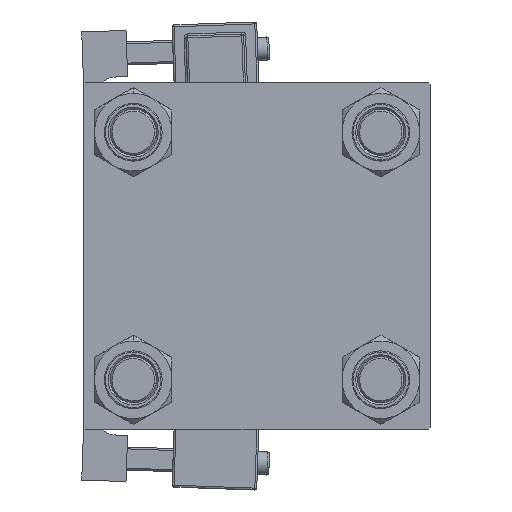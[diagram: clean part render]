
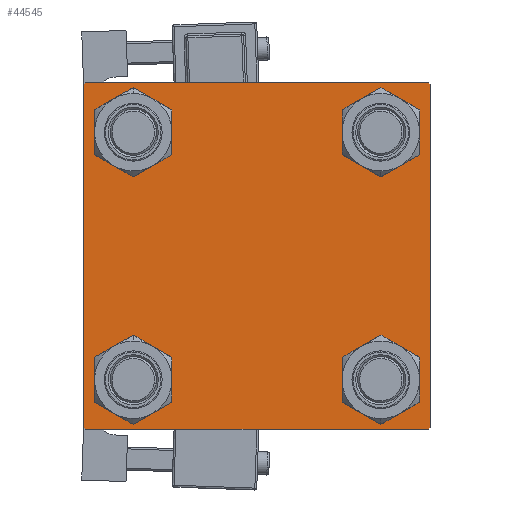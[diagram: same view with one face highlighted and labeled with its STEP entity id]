
A CAD part, left-side view. The second image highlights one B-rep face of the part: STEP entity #44545.
In plain terms, the highlighted planar face has unit normal (-1, 0, 0).
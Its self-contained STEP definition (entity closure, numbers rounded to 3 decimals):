
#151 = LINE ( 'NONE', #49042, #7209 ) ;
#832 = ORIENTED_EDGE ( 'NONE', *, *, #37397, .T. ) ;
#1031 = CARTESIAN_POINT ( 'NONE',  ( 0., 45., 45. ) ) ;
#1568 = CARTESIAN_POINT ( 'NONE',  ( 0., 32.15, 38.65 ) ) ;
#2879 = VECTOR ( 'NONE', #44439, 1000. ) ;
#3168 = CARTESIAN_POINT ( 'NONE',  ( 0., 0., 0. ) ) ;
#3239 = CARTESIAN_POINT ( 'NONE',  ( 0., -32.15, 32.15 ) ) ;
#3515 = AXIS2_PLACEMENT_3D ( 'NONE', #3168, #39872, #39621 ) ;
#4881 = DIRECTION ( 'NONE',  ( 1., 0., 0. ) ) ;
#5122 = VECTOR ( 'NONE', #33536, 1000. ) ;
#5772 = CIRCLE ( 'NONE', #33768, 6.5 ) ;
#5965 = CIRCLE ( 'NONE', #10209, 6.5 ) ;
#6052 = EDGE_CURVE ( 'NONE', #10681, #31035, #8355, .T. ) ;
#6193 = ORIENTED_EDGE ( 'NONE', *, *, #45671, .T. ) ;
#6277 = LINE ( 'NONE', #42955, #2879 ) ;
#6733 = AXIS2_PLACEMENT_3D ( 'NONE', #3239, #19450, #35690 ) ;
#7209 = VECTOR ( 'NONE', #44799, 1000. ) ;
#7972 = EDGE_CURVE ( 'NONE', #36698, #33826, #22090, .T. ) ;
#8221 = FACE_BOUND ( 'NONE', #18705, .T. ) ;
#8355 = CIRCLE ( 'NONE', #34660, 6.5 ) ;
#8382 = ORIENTED_EDGE ( 'NONE', *, *, #6052, .T. ) ;
#8464 = CARTESIAN_POINT ( 'NONE',  ( 0., -32.15, -32.15 ) ) ;
#8821 = CARTESIAN_POINT ( 'NONE',  ( 0., -45., 45. ) ) ;
#9329 = VECTOR ( 'NONE', #34449, 1000. ) ;
#9711 = AXIS2_PLACEMENT_3D ( 'NONE', #31836, #40088, #18826 ) ;
#9801 = DIRECTION ( 'NONE',  ( 1., 0., 0. ) ) ;
#9975 = EDGE_CURVE ( 'NONE', #29130, #17474, #5965, .T. ) ;
#10087 = AXIS2_PLACEMENT_3D ( 'NONE', #17620, #4881, #26124 ) ;
#10209 = AXIS2_PLACEMENT_3D ( 'NONE', #8464, #49113, #48594 ) ;
#10611 = DIRECTION ( 'NONE',  ( 0., 0.707, -0.707 ) ) ;
#10681 = VERTEX_POINT ( 'NONE', #36783 ) ;
#10792 = VERTEX_POINT ( 'NONE', #17614 ) ;
#11234 = EDGE_CURVE ( 'NONE', #22899, #48023, #32853, .T. ) ;
#11509 = ORIENTED_EDGE ( 'NONE', *, *, #36721, .T. ) ;
#12884 = VECTOR ( 'NONE', #49139, 1000. ) ;
#13530 = ORIENTED_EDGE ( 'NONE', *, *, #21882, .T. ) ;
#14599 = CARTESIAN_POINT ( 'NONE',  ( 0., 44.75, 44.75 ) ) ;
#14842 = DIRECTION ( 'NONE',  ( 0., 0., 1. ) ) ;
#15473 = CARTESIAN_POINT ( 'NONE',  ( 0., -45., 44.5 ) ) ;
#15921 = FACE_BOUND ( 'NONE', #17928, .T. ) ;
#16266 = CARTESIAN_POINT ( 'NONE',  ( 0., 44.5, 45. ) ) ;
#16328 = ORIENTED_EDGE ( 'NONE', *, *, #33771, .T. ) ;
#16479 = AXIS2_PLACEMENT_3D ( 'NONE', #25478, #9801, #37465 ) ;
#16938 = ORIENTED_EDGE ( 'NONE', *, *, #7972, .T. ) ;
#17168 = CARTESIAN_POINT ( 'NONE',  ( 0., 45., -45. ) ) ;
#17474 = VERTEX_POINT ( 'NONE', #41415 ) ;
#17614 = CARTESIAN_POINT ( 'NONE',  ( 0., 32.15, 25.65 ) ) ;
#17620 = CARTESIAN_POINT ( 'NONE',  ( 0., 32.15, -32.15 ) ) ;
#17928 = EDGE_LOOP ( 'NONE', ( #29286, #16328 ) ) ;
#18166 = CIRCLE ( 'NONE', #16479, 6.5 ) ;
#18219 = VERTEX_POINT ( 'NONE', #16266 ) ;
#18524 = VERTEX_POINT ( 'NONE', #24172 ) ;
#18705 = EDGE_LOOP ( 'NONE', ( #43186, #19299 ) ) ;
#18826 = DIRECTION ( 'NONE',  ( 0., 0., 1. ) ) ;
#19255 = CARTESIAN_POINT ( 'NONE',  ( 0., 45., 44.5 ) ) ;
#19299 = ORIENTED_EDGE ( 'NONE', *, *, #35560, .T. ) ;
#19450 = DIRECTION ( 'NONE',  ( 1., 0., 0. ) ) ;
#19453 = VECTOR ( 'NONE', #38334, 1000. ) ;
#20329 = EDGE_LOOP ( 'NONE', ( #11509, #8382 ) ) ;
#21289 = LINE ( 'NONE', #8821, #5122 ) ;
#21544 = CARTESIAN_POINT ( 'NONE',  ( 0., -32.15, 38.65 ) ) ;
#21882 = EDGE_CURVE ( 'NONE', #48023, #51082, #6277, .T. ) ;
#22003 = CARTESIAN_POINT ( 'NONE',  ( 0., -45., -44.5 ) ) ;
#22090 = LINE ( 'NONE', #51077, #19453 ) ;
#22599 = EDGE_CURVE ( 'NONE', #10792, #41426, #51266, .T. ) ;
#22626 = EDGE_CURVE ( 'NONE', #41426, #10792, #41100, .T. ) ;
#22899 = VERTEX_POINT ( 'NONE', #32810 ) ;
#22921 = ORIENTED_EDGE ( 'NONE', *, *, #11234, .T. ) ;
#22985 = CARTESIAN_POINT ( 'NONE',  ( 0., 44.75, -44.75 ) ) ;
#23951 = ORIENTED_EDGE ( 'NONE', *, *, #22599, .T. ) ;
#24012 = ORIENTED_EDGE ( 'NONE', *, *, #38755, .F. ) ;
#24172 = CARTESIAN_POINT ( 'NONE',  ( 0., 32.15, -25.65 ) ) ;
#24415 = FACE_BOUND ( 'NONE', #34919, .T. ) ;
#24955 = AXIS2_PLACEMENT_3D ( 'NONE', #47777, #39826, #14842 ) ;
#25478 = CARTESIAN_POINT ( 'NONE',  ( 0., 32.15, -32.15 ) ) ;
#26079 = ORIENTED_EDGE ( 'NONE', *, *, #41577, .T. ) ;
#26124 = DIRECTION ( 'NONE',  ( 0., 0., 1. ) ) ;
#27924 = EDGE_CURVE ( 'NONE', #18219, #33826, #151, .T. ) ;
#28402 = CARTESIAN_POINT ( 'NONE',  ( 0., -44.5, -45. ) ) ;
#29130 = VERTEX_POINT ( 'NONE', #36135 ) ;
#29286 = ORIENTED_EDGE ( 'NONE', *, *, #9975, .T. ) ;
#29328 = VERTEX_POINT ( 'NONE', #33180 ) ;
#29624 = CIRCLE ( 'NONE', #6733, 6.5 ) ;
#31035 = VERTEX_POINT ( 'NONE', #21544 ) ;
#31581 = LINE ( 'NONE', #14599, #39919 ) ;
#31836 = CARTESIAN_POINT ( 'NONE',  ( 0., 32.15, 32.15 ) ) ;
#31881 = PLANE ( 'NONE',  #3515 ) ;
#32409 = FACE_BOUND ( 'NONE', #20329, .T. ) ;
#32803 = CARTESIAN_POINT ( 'NONE',  ( 0., -32.15, 32.15 ) ) ;
#32810 = CARTESIAN_POINT ( 'NONE',  ( 0., 44.5, -45. ) ) ;
#32853 = LINE ( 'NONE', #17168, #47580 ) ;
#32932 = LINE ( 'NONE', #1031, #12884 ) ;
#33180 = CARTESIAN_POINT ( 'NONE',  ( 0., 32.15, -38.65 ) ) ;
#33536 = DIRECTION ( 'NONE',  ( 0., 0., -1. ) ) ;
#33768 = AXIS2_PLACEMENT_3D ( 'NONE', #43802, #39309, #52036 ) ;
#33771 = EDGE_CURVE ( 'NONE', #17474, #29130, #5772, .T. ) ;
#33826 = VERTEX_POINT ( 'NONE', #44833 ) ;
#34449 = DIRECTION ( 'NONE',  ( 0., -0.707, -0.707 ) ) ;
#34660 = AXIS2_PLACEMENT_3D ( 'NONE', #32803, #41320, #48756 ) ;
#34919 = EDGE_LOOP ( 'NONE', ( #44444, #23951 ) ) ;
#35560 = EDGE_CURVE ( 'NONE', #29328, #18524, #38107, .T. ) ;
#35690 = DIRECTION ( 'NONE',  ( 0., 0., 1. ) ) ;
#36135 = CARTESIAN_POINT ( 'NONE',  ( 0., -32.15, -25.65 ) ) ;
#36698 = VERTEX_POINT ( 'NONE', #15473 ) ;
#36721 = EDGE_CURVE ( 'NONE', #31035, #10681, #29624, .T. ) ;
#36783 = CARTESIAN_POINT ( 'NONE',  ( 0., -32.15, 25.65 ) ) ;
#37365 = VERTEX_POINT ( 'NONE', #19255 ) ;
#37397 = EDGE_CURVE ( 'NONE', #48142, #22899, #47701, .T. ) ;
#37465 = DIRECTION ( 'NONE',  ( 0., 0., 1. ) ) ;
#38107 = CIRCLE ( 'NONE', #10087, 6.5 ) ;
#38334 = DIRECTION ( 'NONE',  ( 0., 0.707, 0.707 ) ) ;
#38755 = EDGE_CURVE ( 'NONE', #36698, #51082, #21289, .T. ) ;
#39309 = DIRECTION ( 'NONE',  ( 1., 0., 0. ) ) ;
#39621 = DIRECTION ( 'NONE',  ( 0., 0., 1. ) ) ;
#39826 = DIRECTION ( 'NONE',  ( 1., 0., 0. ) ) ;
#39872 = DIRECTION ( 'NONE',  ( -1., 0., 0. ) ) ;
#39919 = VECTOR ( 'NONE', #10611, 1000. ) ;
#40088 = DIRECTION ( 'NONE',  ( 1., 0., 0. ) ) ;
#40651 = FACE_OUTER_BOUND ( 'NONE', #50888, .T. ) ;
#41100 = CIRCLE ( 'NONE', #24955, 6.5 ) ;
#41320 = DIRECTION ( 'NONE',  ( 1., 0., 0. ) ) ;
#41415 = CARTESIAN_POINT ( 'NONE',  ( 0., -32.15, -38.65 ) ) ;
#41426 = VERTEX_POINT ( 'NONE', #1568 ) ;
#41577 = EDGE_CURVE ( 'NONE', #18219, #37365, #31581, .T. ) ;
#42955 = CARTESIAN_POINT ( 'NONE',  ( 0., -44.75, -44.75 ) ) ;
#43186 = ORIENTED_EDGE ( 'NONE', *, *, #50985, .T. ) ;
#43802 = CARTESIAN_POINT ( 'NONE',  ( 0., -32.15, -32.15 ) ) ;
#44439 = DIRECTION ( 'NONE',  ( 0., -0.707, 0.707 ) ) ;
#44444 = ORIENTED_EDGE ( 'NONE', *, *, #22626, .T. ) ;
#44545 = ADVANCED_FACE ( 'NONE', ( #32409, #15921, #8221, #24415, #40651 ), #31881, .T. ) ;
#44799 = DIRECTION ( 'NONE',  ( 0., -1., 0. ) ) ;
#44833 = CARTESIAN_POINT ( 'NONE',  ( 0., -44.5, 45. ) ) ;
#45671 = EDGE_CURVE ( 'NONE', #37365, #48142, #32932, .T. ) ;
#47580 = VECTOR ( 'NONE', #49064, 1000. ) ;
#47701 = LINE ( 'NONE', #22985, #9329 ) ;
#47777 = CARTESIAN_POINT ( 'NONE',  ( 0., 32.15, 32.15 ) ) ;
#48023 = VERTEX_POINT ( 'NONE', #28402 ) ;
#48142 = VERTEX_POINT ( 'NONE', #50903 ) ;
#48594 = DIRECTION ( 'NONE',  ( 0., 0., 1. ) ) ;
#48756 = DIRECTION ( 'NONE',  ( 0., 0., 1. ) ) ;
#49042 = CARTESIAN_POINT ( 'NONE',  ( 0., 45., 45. ) ) ;
#49064 = DIRECTION ( 'NONE',  ( 0., -1., 0. ) ) ;
#49113 = DIRECTION ( 'NONE',  ( 1., 0., 0. ) ) ;
#49139 = DIRECTION ( 'NONE',  ( 0., 0., -1. ) ) ;
#50888 = EDGE_LOOP ( 'NONE', ( #6193, #832, #22921, #13530, #24012, #16938, #51324, #26079 ) ) ;
#50903 = CARTESIAN_POINT ( 'NONE',  ( 0., 45., -44.5 ) ) ;
#50985 = EDGE_CURVE ( 'NONE', #18524, #29328, #18166, .T. ) ;
#51077 = CARTESIAN_POINT ( 'NONE',  ( 0., -44.75, 44.75 ) ) ;
#51082 = VERTEX_POINT ( 'NONE', #22003 ) ;
#51266 = CIRCLE ( 'NONE', #9711, 6.5 ) ;
#51324 = ORIENTED_EDGE ( 'NONE', *, *, #27924, .F. ) ;
#52036 = DIRECTION ( 'NONE',  ( 0., 0., 1. ) ) ;
